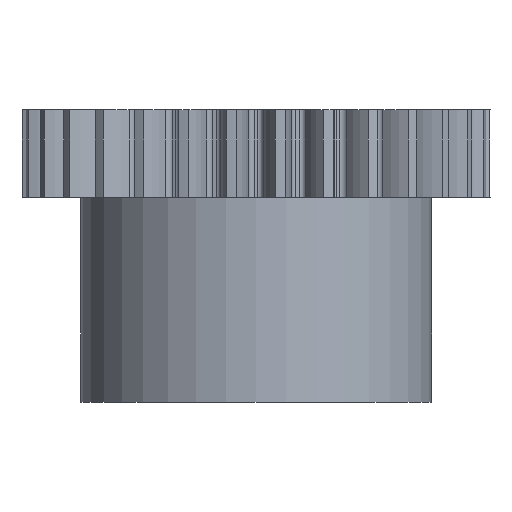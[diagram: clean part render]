
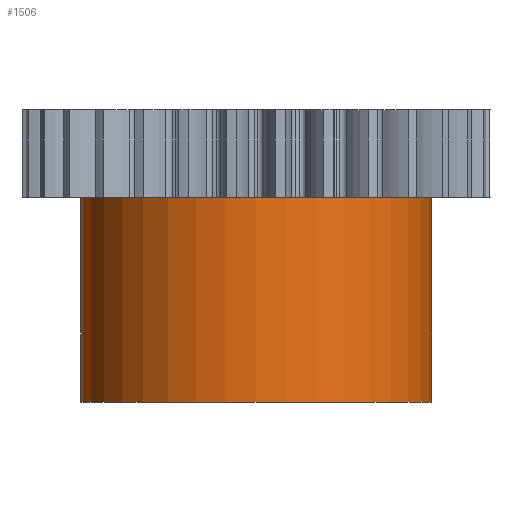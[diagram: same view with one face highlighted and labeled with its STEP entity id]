
A CAD part, front view. The second image highlights one B-rep face of the part: STEP entity #1506.
In plain terms, the highlighted cylindrical face has radius 6 mm (diameter 12 mm), a partial arc.
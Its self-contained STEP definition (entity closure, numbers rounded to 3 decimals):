
#927 = EDGE_CURVE ( 'NONE', #1577, #1683, #6509, .T. ) ;
#1502 = EDGE_LOOP ( 'NONE', ( #1512, #1505, #1510, #1514 ) ) ;
#1505 = ORIENTED_EDGE ( 'NONE', *, *, #1507, .T. ) ;
#1506 = ADVANCED_FACE ( 'NONE', ( #3931 ), #3947, .T. ) ;
#1507 = EDGE_CURVE ( 'NONE', #1673, #1691, #3929, .T. ) ;
#1510 = ORIENTED_EDGE ( 'NONE', *, *, #1598, .T. ) ;
#1512 = ORIENTED_EDGE ( 'NONE', *, *, #1680, .F. ) ;
#1514 = ORIENTED_EDGE ( 'NONE', *, *, #927, .F. ) ;
#1577 = VERTEX_POINT ( 'NONE', #4058 ) ;
#1598 = EDGE_CURVE ( 'NONE', #1691, #1683, #4079, .T. ) ;
#1673 = VERTEX_POINT ( 'NONE', #4229 ) ;
#1680 = EDGE_CURVE ( 'NONE', #1673, #1577, #4283, .T. ) ;
#1683 = VERTEX_POINT ( 'NONE', #4279 ) ;
#1691 = VERTEX_POINT ( 'NONE', #4218 ) ;
#3764 = DIRECTION ( 'NONE',  ( 1., 0., 0. ) ) ;
#3765 = DIRECTION ( 'NONE',  ( 0., 0., 1. ) ) ;
#3766 = AXIS2_PLACEMENT_3D ( 'NONE', #3922, #3765, #3764 ) ;
#3921 = CARTESIAN_POINT ( 'NONE',  ( 0., 0., -7. ) ) ;
#3922 = CARTESIAN_POINT ( 'NONE',  ( 0., 0., -7. ) ) ;
#3925 = AXIS2_PLACEMENT_3D ( 'NONE', #3921, #3934, #3933 ) ;
#3929 = CIRCLE ( 'NONE', #3766, 6. ) ;
#3931 = FACE_OUTER_BOUND ( 'NONE', #1502, .T. ) ;
#3933 = DIRECTION ( 'NONE',  ( 1., 0., 0. ) ) ;
#3934 = DIRECTION ( 'NONE',  ( 0., 0., 1. ) ) ;
#3947 = CYLINDRICAL_SURFACE ( 'NONE', #3925, 6. ) ;
#4038 = DIRECTION ( 'NONE',  ( 0., 0., 1. ) ) ;
#4039 = CARTESIAN_POINT ( 'NONE',  ( 6., 0., -7. ) ) ;
#4058 = CARTESIAN_POINT ( 'NONE',  ( -6., 0., 0. ) ) ;
#4069 = VECTOR ( 'NONE', #4038, 1000. ) ;
#4079 = LINE ( 'NONE', #4039, #4069 ) ;
#4218 = CARTESIAN_POINT ( 'NONE',  ( 6., 0., -7. ) ) ;
#4229 = CARTESIAN_POINT ( 'NONE',  ( -6., 0., -7. ) ) ;
#4271 = DIRECTION ( 'NONE',  ( 0., 0., 1. ) ) ;
#4272 = VECTOR ( 'NONE', #4271, 1000. ) ;
#4279 = CARTESIAN_POINT ( 'NONE',  ( 6., 0., 0. ) ) ;
#4282 = CARTESIAN_POINT ( 'NONE',  ( -6., 0., -7. ) ) ;
#4283 = LINE ( 'NONE', #4282, #4272 ) ;
#6503 = DIRECTION ( 'NONE',  ( 1., 0., 0. ) ) ;
#6504 = DIRECTION ( 'NONE',  ( 0., 0., 1. ) ) ;
#6505 = CARTESIAN_POINT ( 'NONE',  ( 0., 0., 0. ) ) ;
#6506 = AXIS2_PLACEMENT_3D ( 'NONE', #6505, #6504, #6503 ) ;
#6509 = CIRCLE ( 'NONE', #6506, 6. ) ;
